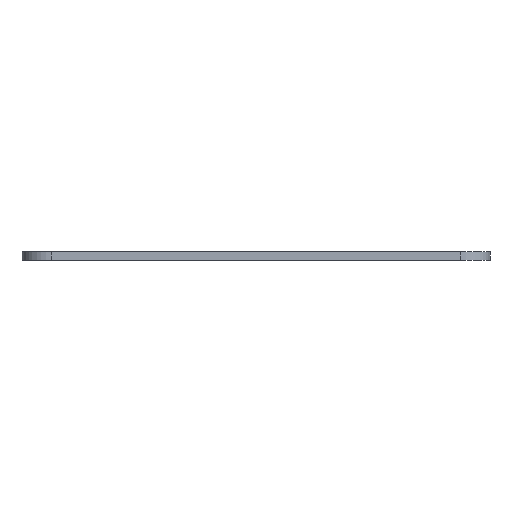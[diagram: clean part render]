
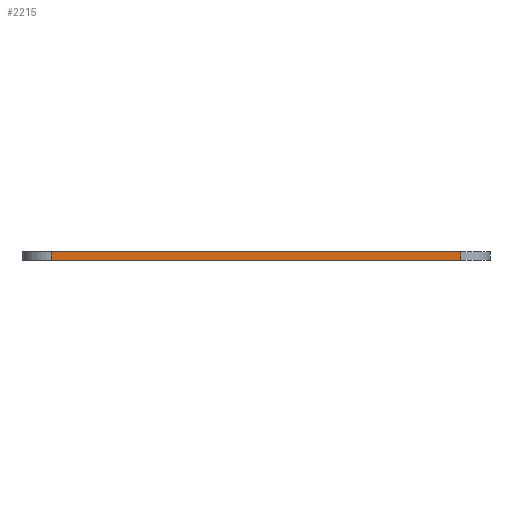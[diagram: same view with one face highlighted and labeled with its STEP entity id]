
A CAD part, left-side view. The second image highlights one B-rep face of the part: STEP entity #2215.
In plain terms, the highlighted planar face has unit normal (-1, 0, 0).
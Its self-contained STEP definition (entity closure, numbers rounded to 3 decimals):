
#48=PLANE('',#2400);
#107=FACE_OUTER_BOUND('',#237,.T.);
#237=EDGE_LOOP('',(#1601,#1602,#1603,#1604));
#365=LINE('',#3251,#589);
#367=LINE('',#3257,#591);
#423=LINE('',#3479,#647);
#424=LINE('',#3480,#648);
#589=VECTOR('',#2573,10.);
#591=VECTOR('',#2579,10.);
#647=VECTOR('',#2747,10.);
#648=VECTOR('',#2748,10.);
#926=VERTEX_POINT('',#3248);
#927=VERTEX_POINT('',#3250);
#929=VERTEX_POINT('',#3256);
#1039=VERTEX_POINT('',#3478);
#1150=EDGE_CURVE('',#926,#927,#365,.T.);
#1153=EDGE_CURVE('',#927,#929,#367,.T.);
#1264=EDGE_CURVE('',#1039,#926,#423,.T.);
#1265=EDGE_CURVE('',#929,#1039,#424,.T.);
#1601=ORIENTED_EDGE('',*,*,#1150,.F.);
#1602=ORIENTED_EDGE('',*,*,#1264,.F.);
#1603=ORIENTED_EDGE('',*,*,#1265,.F.);
#1604=ORIENTED_EDGE('',*,*,#1153,.F.);
#2215=ADVANCED_FACE('',(#107),#48,.T.);
#2400=AXIS2_PLACEMENT_3D('',#3477,#2745,#2746);
#2573=DIRECTION('',(0.,0.,-1.));
#2579=DIRECTION('',(0.,1.,0.));
#2745=DIRECTION('center_axis',(-1.,0.,0.));
#2746=DIRECTION('ref_axis',(0.,-1.,0.));
#2747=DIRECTION('',(0.,-1.,0.));
#2748=DIRECTION('',(0.,0.,1.));
#3248=CARTESIAN_POINT('',(-10.706,-62.856,1.5));
#3250=CARTESIAN_POINT('',(-10.706,-62.856,0.));
#3251=CARTESIAN_POINT('',(-10.706,-62.856,0.));
#3256=CARTESIAN_POINT('',(-10.706,7.27,0.));
#3257=CARTESIAN_POINT('',(-10.706,-67.856,0.));
#3477=CARTESIAN_POINT('Origin',(-10.706,12.27,0.));
#3478=CARTESIAN_POINT('',(-10.706,7.27,1.5));
#3479=CARTESIAN_POINT('',(-10.706,-67.856,1.5));
#3480=CARTESIAN_POINT('',(-10.706,7.27,0.));
